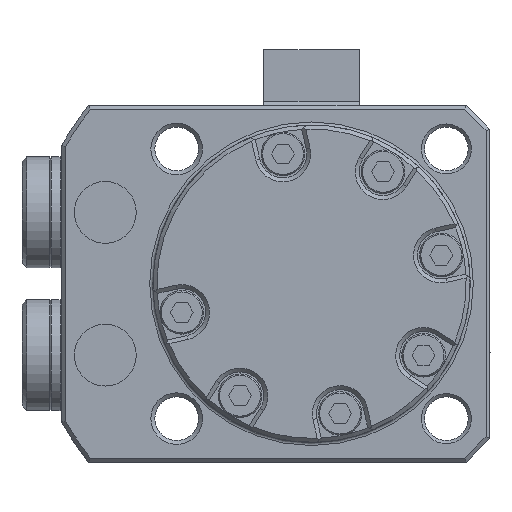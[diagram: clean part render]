
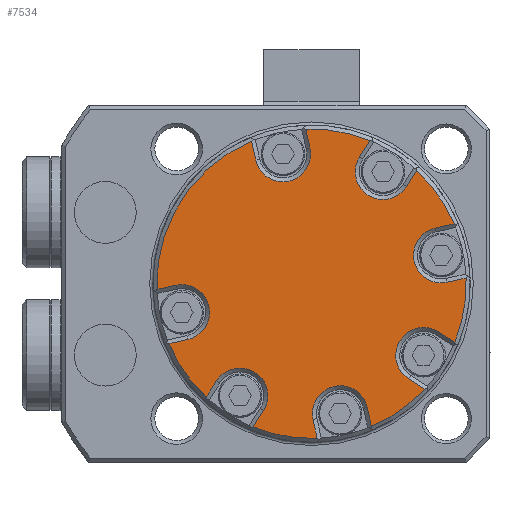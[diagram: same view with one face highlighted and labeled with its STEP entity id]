
A CAD part, front view. The second image highlights one B-rep face of the part: STEP entity #7534.
In plain terms, the highlighted face is planar.
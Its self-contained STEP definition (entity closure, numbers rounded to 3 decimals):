
#369=PLANE('',#8461);
#732=LINE('',#14814,#1223);
#737=LINE('',#14831,#1228);
#750=LINE('',#14878,#1241);
#755=LINE('',#14892,#1246);
#771=LINE('',#14949,#1262);
#775=LINE('',#14961,#1266);
#811=LINE('',#15121,#1302);
#812=LINE('',#15133,#1303);
#815=LINE('',#15141,#1306);
#816=LINE('',#15153,#1307);
#819=LINE('',#15161,#1310);
#820=LINE('',#15170,#1311);
#824=LINE('',#15180,#1315);
#828=LINE('',#15201,#1319);
#1223=VECTOR('',#9847,1000.);
#1228=VECTOR('',#9858,1000.);
#1241=VECTOR('',#9901,1000.);
#1246=VECTOR('',#9914,1000.);
#1262=VECTOR('',#9974,1000.);
#1266=VECTOR('',#9986,1000.);
#1302=VECTOR('',#10156,1000.);
#1303=VECTOR('',#10167,1000.);
#1306=VECTOR('',#10176,1000.);
#1307=VECTOR('',#10187,1000.);
#1310=VECTOR('',#10196,1000.);
#1311=VECTOR('',#10209,1000.);
#1315=VECTOR('',#10219,1000.);
#1319=VECTOR('',#10247,1000.);
#1779=CIRCLE('',#8310,3.5);
#1789=CIRCLE('',#8329,3.5);
#1791=CIRCLE('',#8333,19.5);
#1804=CIRCLE('',#8355,3.5);
#1805=CIRCLE('',#8358,19.5);
#1840=CIRCLE('',#8422,3.5);
#1841=CIRCLE('',#8425,19.5);
#1844=CIRCLE('',#8430,3.5);
#1846=CIRCLE('',#8434,19.5);
#1848=CIRCLE('',#8438,3.5);
#1850=CIRCLE('',#8442,19.5);
#1853=CIRCLE('',#8447,3.5);
#1855=CIRCLE('',#8451,19.5);
#1861=CIRCLE('',#8462,19.5);
#3636=ORIENTED_EDGE('',*,*,#4677,.T.);
#3637=ORIENTED_EDGE('',*,*,#4675,.T.);
#3638=ORIENTED_EDGE('',*,*,#4670,.T.);
#3639=ORIENTED_EDGE('',*,*,#4708,.T.);
#3640=ORIENTED_EDGE('',*,*,#4706,.T.);
#3641=ORIENTED_EDGE('',*,*,#4704,.T.);
#3642=ORIENTED_EDGE('',*,*,#4699,.T.);
#3643=ORIENTED_EDGE('',*,*,#4743,.T.);
#3644=ORIENTED_EDGE('',*,*,#4741,.T.);
#3645=ORIENTED_EDGE('',*,*,#4739,.T.);
#3646=ORIENTED_EDGE('',*,*,#4735,.T.);
#3647=ORIENTED_EDGE('',*,*,#4844,.T.);
#3648=ORIENTED_EDGE('',*,*,#4842,.T.);
#3649=ORIENTED_EDGE('',*,*,#4840,.T.);
#3650=ORIENTED_EDGE('',*,*,#4837,.T.);
#3651=ORIENTED_EDGE('',*,*,#4834,.T.);
#3652=ORIENTED_EDGE('',*,*,#4832,.T.);
#3653=ORIENTED_EDGE('',*,*,#4831,.T.);
#3654=ORIENTED_EDGE('',*,*,#4828,.T.);
#3655=ORIENTED_EDGE('',*,*,#4825,.T.);
#3656=ORIENTED_EDGE('',*,*,#4823,.T.);
#3657=ORIENTED_EDGE('',*,*,#4822,.T.);
#3658=ORIENTED_EDGE('',*,*,#4819,.T.);
#3659=ORIENTED_EDGE('',*,*,#4816,.T.);
#3660=ORIENTED_EDGE('',*,*,#4814,.T.);
#3661=ORIENTED_EDGE('',*,*,#4813,.T.);
#3662=ORIENTED_EDGE('',*,*,#4853,.T.);
#3663=ORIENTED_EDGE('',*,*,#4855,.T.);
#4670=EDGE_CURVE('',#5481,#5482,#732,.T.);
#4675=EDGE_CURVE('',#5484,#5481,#1779,.T.);
#4677=EDGE_CURVE('',#5486,#5484,#737,.T.);
#4699=EDGE_CURVE('',#5501,#5502,#750,.T.);
#4704=EDGE_CURVE('',#5504,#5501,#1789,.T.);
#4706=EDGE_CURVE('',#5506,#5504,#755,.T.);
#4708=EDGE_CURVE('',#5482,#5506,#1791,.T.);
#4735=EDGE_CURVE('',#5525,#5526,#771,.T.);
#4739=EDGE_CURVE('',#5527,#5525,#1804,.T.);
#4741=EDGE_CURVE('',#5529,#5527,#775,.T.);
#4743=EDGE_CURVE('',#5502,#5529,#1805,.T.);
#4813=EDGE_CURVE('',#5580,#5581,#1840,.T.);
#4814=EDGE_CURVE('',#5582,#5580,#811,.T.);
#4816=EDGE_CURVE('',#5583,#5582,#1841,.T.);
#4819=EDGE_CURVE('',#5584,#5583,#812,.T.);
#4822=EDGE_CURVE('',#5585,#5584,#1844,.T.);
#4823=EDGE_CURVE('',#5586,#5585,#815,.T.);
#4825=EDGE_CURVE('',#5587,#5586,#1846,.T.);
#4828=EDGE_CURVE('',#5588,#5587,#816,.T.);
#4831=EDGE_CURVE('',#5589,#5588,#1848,.T.);
#4832=EDGE_CURVE('',#5590,#5589,#819,.T.);
#4834=EDGE_CURVE('',#5591,#5590,#1850,.T.);
#4837=EDGE_CURVE('',#5592,#5591,#820,.T.);
#4840=EDGE_CURVE('',#5593,#5592,#1853,.T.);
#4842=EDGE_CURVE('',#5595,#5593,#824,.T.);
#4844=EDGE_CURVE('',#5526,#5595,#1855,.T.);
#4853=EDGE_CURVE('',#5581,#5600,#828,.T.);
#4855=EDGE_CURVE('',#5600,#5486,#1861,.T.);
#5481=VERTEX_POINT('',#14815);
#5482=VERTEX_POINT('',#14816);
#5484=VERTEX_POINT('',#14826);
#5486=VERTEX_POINT('',#14832);
#5501=VERTEX_POINT('',#14879);
#5502=VERTEX_POINT('',#14880);
#5504=VERTEX_POINT('',#14887);
#5506=VERTEX_POINT('',#14893);
#5525=VERTEX_POINT('',#14950);
#5526=VERTEX_POINT('',#14951);
#5527=VERTEX_POINT('',#14956);
#5529=VERTEX_POINT('',#14962);
#5580=VERTEX_POINT('',#15116);
#5581=VERTEX_POINT('',#15118);
#5582=VERTEX_POINT('',#15122);
#5583=VERTEX_POINT('',#15129);
#5584=VERTEX_POINT('',#15134);
#5585=VERTEX_POINT('',#15138);
#5586=VERTEX_POINT('',#15142);
#5587=VERTEX_POINT('',#15146);
#5588=VERTEX_POINT('',#15154);
#5589=VERTEX_POINT('',#15158);
#5590=VERTEX_POINT('',#15162);
#5591=VERTEX_POINT('',#15166);
#5592=VERTEX_POINT('',#15171);
#5593=VERTEX_POINT('',#15175);
#5595=VERTEX_POINT('',#15181);
#5600=VERTEX_POINT('',#15202);
#6422=EDGE_LOOP('',(#3636,#3637,#3638,#3639,#3640,#3641,#3642,#3643,#3644,
#3645,#3646,#3647,#3648,#3649,#3650,#3651,#3652,#3653,#3654,#3655,#3656,
#3657,#3658,#3659,#3660,#3661,#3662,#3663));
#7040=FACE_BOUND('',#6422,.T.);
#7534=ADVANCED_FACE('',(#7040),#369,.F.);
#8310=AXIS2_PLACEMENT_3D('',#14827,#9853,#9854);
#8329=AXIS2_PLACEMENT_3D('',#14888,#9909,#9910);
#8333=AXIS2_PLACEMENT_3D('',#14896,#9919,#9920);
#8355=AXIS2_PLACEMENT_3D('',#14957,#9981,#9982);
#8358=AXIS2_PLACEMENT_3D('',#14968,#9989,#9990);
#8422=AXIS2_PLACEMENT_3D('',#15119,#10152,#10153);
#8425=AXIS2_PLACEMENT_3D('',#15128,#10159,#10160);
#8430=AXIS2_PLACEMENT_3D('',#15139,#10172,#10173);
#8434=AXIS2_PLACEMENT_3D('',#15145,#10181,#10182);
#8438=AXIS2_PLACEMENT_3D('',#15159,#10192,#10193);
#8442=AXIS2_PLACEMENT_3D('',#15165,#10201,#10202);
#8447=AXIS2_PLACEMENT_3D('',#15176,#10214,#10215);
#8451=AXIS2_PLACEMENT_3D('',#15184,#10224,#10225);
#8461=AXIS2_PLACEMENT_3D('',#15207,#10248,#10249);
#8462=AXIS2_PLACEMENT_3D('',#15208,#10250,#10251);
#9847=DIRECTION('',(0.,-0.707,-0.707));
#9853=DIRECTION('',(-1.,0.,0.));
#9854=DIRECTION('',(0.,-0.707,0.707));
#9858=DIRECTION('',(0.,0.707,0.707));
#9901=DIRECTION('',(0.,0.,-1.));
#9909=DIRECTION('',(-1.,0.,0.));
#9910=DIRECTION('',(0.,-1.,0.));
#9914=DIRECTION('',(0.,0.,1.));
#9919=DIRECTION('',(1.,0.,0.));
#9920=DIRECTION('',(0.,-0.569,-0.823));
#9974=DIRECTION('',(0.,0.707,-0.707));
#9981=DIRECTION('',(-1.,0.,0.));
#9982=DIRECTION('',(0.,-0.707,-0.707));
#9986=DIRECTION('',(0.,-0.707,0.707));
#9989=DIRECTION('',(1.,0.,0.));
#9990=DIRECTION('',(0.,0.179,-0.984));
#10152=DIRECTION('',(-1.,0.,0.));
#10153=DIRECTION('',(0.,0.707,0.707));
#10156=DIRECTION('',(0.,0.707,-0.707));
#10159=DIRECTION('',(1.,0.,0.));
#10160=DIRECTION('',(0.,-0.179,0.984));
#10167=DIRECTION('',(0.,0.,1.));
#10172=DIRECTION('',(-1.,0.,0.));
#10173=DIRECTION('',(0.,1.,0.));
#10176=DIRECTION('',(0.,0.,-1.));
#10181=DIRECTION('',(1.,0.,0.));
#10182=DIRECTION('',(0.,0.569,0.823));
#10187=DIRECTION('',(0.,0.707,0.707));
#10192=DIRECTION('',(-1.,0.,0.));
#10193=DIRECTION('',(0.,0.707,-0.707));
#10196=DIRECTION('',(0.,-0.707,-0.707));
#10201=DIRECTION('',(1.,0.,0.));
#10202=DIRECTION('',(0.,0.984,0.179));
#10209=DIRECTION('',(0.,1.,0.));
#10214=DIRECTION('',(-1.,0.,0.));
#10215=DIRECTION('',(0.,0.,-1.));
#10219=DIRECTION('',(0.,-1.,0.));
#10224=DIRECTION('',(1.,0.,0.));
#10225=DIRECTION('',(0.,0.823,-0.569));
#10247=DIRECTION('',(0.,-0.707,0.707));
#10248=DIRECTION('',(-1.,0.,0.));
#10249=DIRECTION('',(0.,0.,1.));
#10250=DIRECTION('',(1.,0.,0.));
#10251=DIRECTION('',(0.,-0.823,0.569));
#14814=CARTESIAN_POINT('',(8.5,-9.369,-14.319));
#14815=CARTESIAN_POINT('',(8.5,-9.369,-14.319));
#14816=CARTESIAN_POINT('',(8.5,-11.09,-16.04));
#14826=CARTESIAN_POINT('',(8.5,-14.319,-9.369));
#14827=CARTESIAN_POINT('',(8.5,-11.844,-11.844));
#14831=CARTESIAN_POINT('',(8.5,-16.039,-11.09));
#14832=CARTESIAN_POINT('',(8.5,-16.04,-11.09));
#14878=CARTESIAN_POINT('',(8.5,3.5,-16.75));
#14879=CARTESIAN_POINT('',(8.5,3.5,-16.75));
#14880=CARTESIAN_POINT('',(8.5,3.5,-19.183));
#14887=CARTESIAN_POINT('',(8.5,-3.5,-16.75));
#14888=CARTESIAN_POINT('',(8.5,0.,-16.75));
#14892=CARTESIAN_POINT('',(8.5,-3.5,-19.183));
#14893=CARTESIAN_POINT('',(8.5,-3.5,-19.183));
#14896=CARTESIAN_POINT('',(8.5,0.,0.));
#14949=CARTESIAN_POINT('',(8.5,14.319,-9.369));
#14950=CARTESIAN_POINT('',(8.5,14.319,-9.369));
#14951=CARTESIAN_POINT('',(8.5,16.04,-11.09));
#14956=CARTESIAN_POINT('',(8.5,9.369,-14.319));
#14957=CARTESIAN_POINT('',(8.5,11.844,-11.844));
#14961=CARTESIAN_POINT('',(8.5,11.09,-16.039));
#14962=CARTESIAN_POINT('',(8.5,11.09,-16.04));
#14968=CARTESIAN_POINT('',(8.5,0.,0.));
#15116=CARTESIAN_POINT('',(8.5,-9.369,14.319));
#15118=CARTESIAN_POINT('',(8.5,-14.319,9.369));
#15119=CARTESIAN_POINT('',(8.5,-11.844,11.844));
#15121=CARTESIAN_POINT('',(8.5,-11.09,16.039));
#15122=CARTESIAN_POINT('',(8.5,-11.09,16.04));
#15128=CARTESIAN_POINT('',(8.5,0.,0.));
#15129=CARTESIAN_POINT('',(8.5,-3.5,19.183));
#15133=CARTESIAN_POINT('',(8.5,-3.5,16.75));
#15134=CARTESIAN_POINT('',(8.5,-3.5,16.75));
#15138=CARTESIAN_POINT('',(8.5,3.5,16.75));
#15139=CARTESIAN_POINT('',(8.5,0.,16.75));
#15141=CARTESIAN_POINT('',(8.5,3.5,19.183));
#15142=CARTESIAN_POINT('',(8.5,3.5,19.183));
#15145=CARTESIAN_POINT('',(8.5,0.,0.));
#15146=CARTESIAN_POINT('',(8.5,11.09,16.04));
#15153=CARTESIAN_POINT('',(8.5,9.369,14.319));
#15154=CARTESIAN_POINT('',(8.5,9.369,14.319));
#15158=CARTESIAN_POINT('',(8.5,14.319,9.369));
#15159=CARTESIAN_POINT('',(8.5,11.844,11.844));
#15161=CARTESIAN_POINT('',(8.5,16.04,11.09));
#15162=CARTESIAN_POINT('',(8.5,16.04,11.09));
#15165=CARTESIAN_POINT('',(8.5,0.,0.));
#15166=CARTESIAN_POINT('',(8.5,19.183,3.5));
#15170=CARTESIAN_POINT('',(8.5,16.75,3.5));
#15171=CARTESIAN_POINT('',(8.5,16.75,3.5));
#15175=CARTESIAN_POINT('',(8.5,16.75,-3.5));
#15176=CARTESIAN_POINT('',(8.5,16.75,0.));
#15180=CARTESIAN_POINT('',(8.5,19.183,-3.5));
#15181=CARTESIAN_POINT('',(8.5,19.183,-3.5));
#15184=CARTESIAN_POINT('',(8.5,0.,0.));
#15201=CARTESIAN_POINT('',(8.5,-14.319,9.369));
#15202=CARTESIAN_POINT('',(8.5,-16.04,11.09));
#15207=CARTESIAN_POINT('',(8.5,19.9,0.));
#15208=CARTESIAN_POINT('',(8.5,0.,0.));
